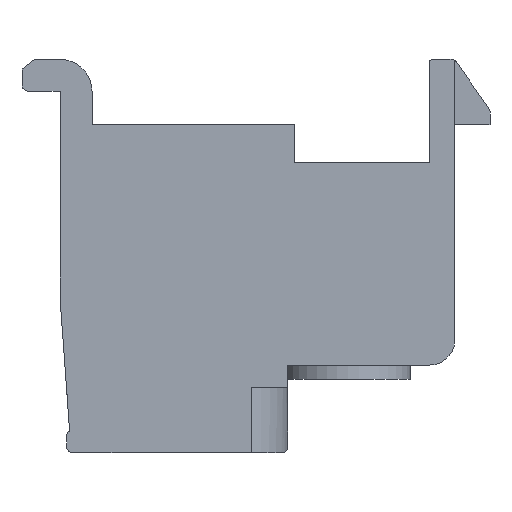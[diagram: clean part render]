
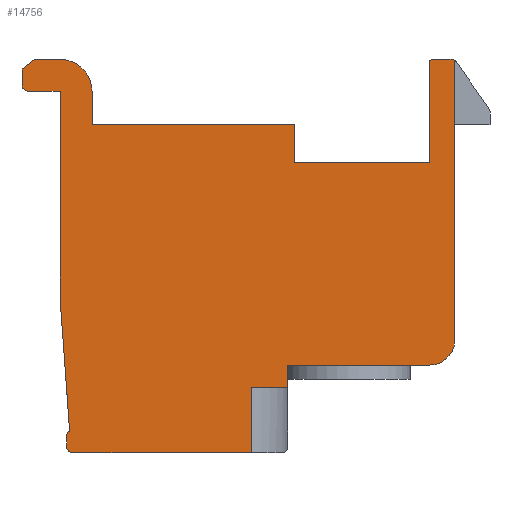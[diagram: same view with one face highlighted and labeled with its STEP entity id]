
A CAD part, front view. The second image highlights one B-rep face of the part: STEP entity #14756.
In plain terms, the highlighted planar face has unit normal (0, -1, 0).
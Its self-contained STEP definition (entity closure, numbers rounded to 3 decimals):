
#1=CARTESIAN_POINT('',(5.45,0.,-2.625));
#2=DIRECTION('',(0.,1.,0.));
#3=DIRECTION('',(1.,0.,0.));
#4=AXIS2_PLACEMENT_3D('',#1,#2,#3);
#6=DIRECTION('',(-1.,0.,0.));
#7=VECTOR('',#6,4.45);
#8=CARTESIAN_POINT('',(5.45,0.,-3.425));
#9=LINE('',#8,#7);
#10=DIRECTION('',(0.,0.,-1.));
#11=VECTOR('',#10,0.7);
#12=CARTESIAN_POINT('',(1.,0.,-3.425));
#13=LINE('',#12,#11);
#14=DIRECTION('',(1.,0.,0.));
#15=VECTOR('',#14,1.15);
#16=CARTESIAN_POINT('',(-0.15,0.,-4.125));
#17=LINE('',#16,#15);
#18=DIRECTION('',(0.,0.,1.));
#19=VECTOR('',#18,2.05);
#20=CARTESIAN_POINT('',(-0.15,0.,-6.175));
#21=LINE('',#20,#19);
#22=DIRECTION('',(-1.,0.,0.));
#23=VECTOR('',#22,5.6);
#24=CARTESIAN_POINT('',(-0.15,0.,-6.175));
#25=LINE('',#24,#23);
#26=CARTESIAN_POINT('',(-5.75,0.,-5.975));
#27=DIRECTION('',(0.,1.,0.));
#28=DIRECTION('',(0.,0.,-1.));
#29=AXIS2_PLACEMENT_3D('',#26,#27,#28);
#31=DIRECTION('',(0.,0.,1.));
#32=VECTOR('',#31,0.3);
#33=CARTESIAN_POINT('',(-5.95,0.,-5.975));
#34=LINE('',#33,#32);
#35=CARTESIAN_POINT('',(-5.75,0.,-5.675));
#36=DIRECTION('',(0.,1.,0.));
#37=DIRECTION('',(-1.,0.,0.));
#38=AXIS2_PLACEMENT_3D('',#35,#36,#37);
#40=DIRECTION('',(-0.072,0.,0.997));
#41=VECTOR('',#40,4.13);
#42=CARTESIAN_POINT('',(-5.854,0.,-5.504));
#43=LINE('',#42,#41);
#44=DIRECTION('',(0.,0.,1.));
#45=VECTOR('',#44,6.56);
#46=CARTESIAN_POINT('',(-6.15,0.,-1.385));
#47=LINE('',#46,#45);
#48=DIRECTION('',(-1.,0.,0.));
#49=VECTOR('',#48,1.);
#50=CARTESIAN_POINT('',(-6.15,0.,5.175));
#51=LINE('',#50,#49);
#52=CARTESIAN_POINT('',(-7.15,0.,5.375));
#53=DIRECTION('',(0.,1.,0.));
#54=DIRECTION('',(0.,0.,-1.));
#55=AXIS2_PLACEMENT_3D('',#52,#53,#54);
#57=DIRECTION('',(0.,0.,1.));
#58=VECTOR('',#57,0.5);
#59=CARTESIAN_POINT('',(-7.35,0.,5.375));
#60=LINE('',#59,#58);
#61=DIRECTION('',(0.785,0.,0.619));
#62=VECTOR('',#61,0.485);
#63=CARTESIAN_POINT('',(-7.35,0.,5.875));
#64=LINE('',#63,#62);
#65=DIRECTION('',(1.,0.,0.));
#66=VECTOR('',#65,0.819);
#67=CARTESIAN_POINT('',(-6.969,0.,6.175));
#68=LINE('',#67,#66);
#69=CARTESIAN_POINT('',(-6.15,0.,5.175));
#70=DIRECTION('',(0.,1.,0.));
#71=DIRECTION('',(0.,0.,1.));
#72=AXIS2_PLACEMENT_3D('',#69,#70,#71);
#74=DIRECTION('',(0.,0.,-1.));
#75=VECTOR('',#74,1.05);
#76=CARTESIAN_POINT('',(-5.15,0.,5.175));
#77=LINE('',#76,#75);
#78=DIRECTION('',(1.,0.,0.));
#79=VECTOR('',#78,6.35);
#80=CARTESIAN_POINT('',(-5.15,0.,4.125));
#81=LINE('',#80,#79);
#82=DIRECTION('',(0.,0.,-1.));
#83=VECTOR('',#82,1.2);
#84=CARTESIAN_POINT('',(1.2,0.,4.125));
#85=LINE('',#84,#83);
#86=DIRECTION('',(1.,0.,0.));
#87=VECTOR('',#86,4.25);
#88=CARTESIAN_POINT('',(1.2,0.,2.925));
#89=LINE('',#88,#87);
#90=DIRECTION('',(0.,0.,1.));
#91=VECTOR('',#90,3.213);
#92=CARTESIAN_POINT('',(5.45,0.,2.925));
#93=LINE('',#92,#91);
#94=CARTESIAN_POINT('',(5.565,0.,5.975));
#95=DIRECTION('',(0.,1.,0.));
#96=DIRECTION('',(-0.577,0.,0.816));
#97=AXIS2_PLACEMENT_3D('',#94,#95,#96);
#99=DIRECTION('',(1.,0.,0.));
#100=VECTOR('',#99,0.626);
#101=CARTESIAN_POINT('',(5.565,0.,6.175));
#102=LINE('',#101,#100);
#103=CARTESIAN_POINT('',(6.127,0.,5.986));
#104=DIRECTION('',(0.,1.,0.));
#105=DIRECTION('',(0.32,0.,0.947));
#106=AXIS2_PLACEMENT_3D('',#103,#104,#105);
#116=DIRECTION('',(0.,0.,1.));
#117=VECTOR('',#116,8.768);
#118=CARTESIAN_POINT('',(6.25,0.,-2.625));
#119=LINE('',#118,#117);
#11248=CARTESIAN_POINT('',(6.25,0.,-2.625));
#11249=CARTESIAN_POINT('',(5.45,0.,-3.425));
#11250=VERTEX_POINT('',#11248);
#11251=VERTEX_POINT('',#11249);
#11252=CARTESIAN_POINT('',(1.,0.,-3.425));
#11253=VERTEX_POINT('',#11252);
#11254=CARTESIAN_POINT('',(-5.75,0.,-6.175));
#11255=CARTESIAN_POINT('',(-5.95,0.,-5.975));
#11256=VERTEX_POINT('',#11254);
#11257=VERTEX_POINT('',#11255);
#11258=CARTESIAN_POINT('',(-5.95,0.,-5.675));
#11259=VERTEX_POINT('',#11258);
#11260=CARTESIAN_POINT('',(-5.854,0.,-5.504));
#11261=VERTEX_POINT('',#11260);
#11262=CARTESIAN_POINT('',(-6.15,0.,-1.385));
#11263=VERTEX_POINT('',#11262);
#11264=CARTESIAN_POINT('',(-6.15,0.,5.175));
#11265=VERTEX_POINT('',#11264);
#11266=CARTESIAN_POINT('',(-7.15,0.,5.175));
#11267=VERTEX_POINT('',#11266);
#11268=CARTESIAN_POINT('',(-7.35,0.,5.375));
#11269=VERTEX_POINT('',#11268);
#11270=CARTESIAN_POINT('',(-7.35,0.,5.875));
#11271=VERTEX_POINT('',#11270);
#11272=CARTESIAN_POINT('',(-6.969,0.,6.175));
#11273=VERTEX_POINT('',#11272);
#11274=CARTESIAN_POINT('',(-6.15,0.,6.175));
#11275=VERTEX_POINT('',#11274);
#11276=CARTESIAN_POINT('',(-5.15,0.,5.175));
#11277=VERTEX_POINT('',#11276);
#11278=CARTESIAN_POINT('',(-5.15,0.,4.125));
#11279=VERTEX_POINT('',#11278);
#11280=CARTESIAN_POINT('',(1.2,0.,4.125));
#11281=VERTEX_POINT('',#11280);
#11282=CARTESIAN_POINT('',(1.2,0.,2.925));
#11283=VERTEX_POINT('',#11282);
#11284=CARTESIAN_POINT('',(5.45,0.,2.925));
#11285=VERTEX_POINT('',#11284);
#11286=CARTESIAN_POINT('',(5.45,0.,6.138));
#11287=VERTEX_POINT('',#11286);
#11288=CARTESIAN_POINT('',(5.565,0.,6.175));
#11289=VERTEX_POINT('',#11288);
#11290=CARTESIAN_POINT('',(6.191,0.,6.175));
#11291=VERTEX_POINT('',#11290);
#11892=CARTESIAN_POINT('',(-0.15,0.,-6.175));
#11893=CARTESIAN_POINT('',(-0.15,0.,-4.125));
#11894=VERTEX_POINT('',#11892);
#11895=VERTEX_POINT('',#11893);
#11896=CARTESIAN_POINT('',(1.,0.,-4.125));
#11897=VERTEX_POINT('',#11896);
#11916=CARTESIAN_POINT('',(6.25,0.,6.143));
#11918=VERTEX_POINT('',#11916);
#14697=CARTESIAN_POINT('',(0.,0.,0.));
#14698=DIRECTION('',(0.,1.,0.));
#14699=DIRECTION('',(1.,0.,0.));
#14700=AXIS2_PLACEMENT_3D('',#14697,#14698,#14699);
#14701=PLANE('',#14700);
#14703=ORIENTED_EDGE('',*,*,#14702,.F.);
#14705=ORIENTED_EDGE('',*,*,#14704,.T.);
#14707=ORIENTED_EDGE('',*,*,#14706,.T.);
#14709=ORIENTED_EDGE('',*,*,#14708,.T.);
#14711=ORIENTED_EDGE('',*,*,#14710,.F.);
#14713=ORIENTED_EDGE('',*,*,#14712,.F.);
#14715=ORIENTED_EDGE('',*,*,#14714,.T.);
#14717=ORIENTED_EDGE('',*,*,#14716,.T.);
#14719=ORIENTED_EDGE('',*,*,#14718,.T.);
#14721=ORIENTED_EDGE('',*,*,#14720,.T.);
#14723=ORIENTED_EDGE('',*,*,#14722,.T.);
#14725=ORIENTED_EDGE('',*,*,#14724,.T.);
#14727=ORIENTED_EDGE('',*,*,#14726,.T.);
#14729=ORIENTED_EDGE('',*,*,#14728,.T.);
#14731=ORIENTED_EDGE('',*,*,#14730,.T.);
#14733=ORIENTED_EDGE('',*,*,#14732,.T.);
#14735=ORIENTED_EDGE('',*,*,#14734,.T.);
#14737=ORIENTED_EDGE('',*,*,#14736,.T.);
#14739=ORIENTED_EDGE('',*,*,#14738,.T.);
#14741=ORIENTED_EDGE('',*,*,#14740,.T.);
#14743=ORIENTED_EDGE('',*,*,#14742,.T.);
#14745=ORIENTED_EDGE('',*,*,#14744,.T.);
#14747=ORIENTED_EDGE('',*,*,#14746,.T.);
#14749=ORIENTED_EDGE('',*,*,#14748,.T.);
#14751=ORIENTED_EDGE('',*,*,#14750,.T.);
#14753=ORIENTED_EDGE('',*,*,#14752,.T.);
#14754=EDGE_LOOP('',(#14703,#14705,#14707,#14709,#14711,#14713,#14715,#14717,
#14719,#14721,#14723,#14725,#14727,#14729,#14731,#14733,#14735,#14737,#14739,
#14741,#14743,#14745,#14747,#14749,#14751,#14753));
#14755=FACE_OUTER_BOUND('',#14754,.F.);
#14756=ADVANCED_FACE('',(#14755),#14701,.F.);
#5=CIRCLE('',#4,0.8);
#30=CIRCLE('',#29,0.2);
#39=CIRCLE('',#38,0.2);
#56=CIRCLE('',#55,0.2);
#73=CIRCLE('',#72,1.);
#98=CIRCLE('',#97,0.2);
#107=CIRCLE('',#106,0.2);
#14702=EDGE_CURVE('',#11250,#11918,#119,.T.);
#14704=EDGE_CURVE('',#11250,#11251,#5,.T.);
#14706=EDGE_CURVE('',#11251,#11253,#9,.T.);
#14708=EDGE_CURVE('',#11253,#11897,#13,.T.);
#14710=EDGE_CURVE('',#11895,#11897,#17,.T.);
#14712=EDGE_CURVE('',#11894,#11895,#21,.T.);
#14714=EDGE_CURVE('',#11894,#11256,#25,.T.);
#14716=EDGE_CURVE('',#11256,#11257,#30,.T.);
#14718=EDGE_CURVE('',#11257,#11259,#34,.T.);
#14720=EDGE_CURVE('',#11259,#11261,#39,.T.);
#14722=EDGE_CURVE('',#11261,#11263,#43,.T.);
#14724=EDGE_CURVE('',#11263,#11265,#47,.T.);
#14726=EDGE_CURVE('',#11265,#11267,#51,.T.);
#14728=EDGE_CURVE('',#11267,#11269,#56,.T.);
#14730=EDGE_CURVE('',#11269,#11271,#60,.T.);
#14732=EDGE_CURVE('',#11271,#11273,#64,.T.);
#14734=EDGE_CURVE('',#11273,#11275,#68,.T.);
#14736=EDGE_CURVE('',#11275,#11277,#73,.T.);
#14738=EDGE_CURVE('',#11277,#11279,#77,.T.);
#14740=EDGE_CURVE('',#11279,#11281,#81,.T.);
#14742=EDGE_CURVE('',#11281,#11283,#85,.T.);
#14744=EDGE_CURVE('',#11283,#11285,#89,.T.);
#14746=EDGE_CURVE('',#11285,#11287,#93,.T.);
#14748=EDGE_CURVE('',#11287,#11289,#98,.T.);
#14750=EDGE_CURVE('',#11289,#11291,#102,.T.);
#14752=EDGE_CURVE('',#11291,#11918,#107,.T.);
